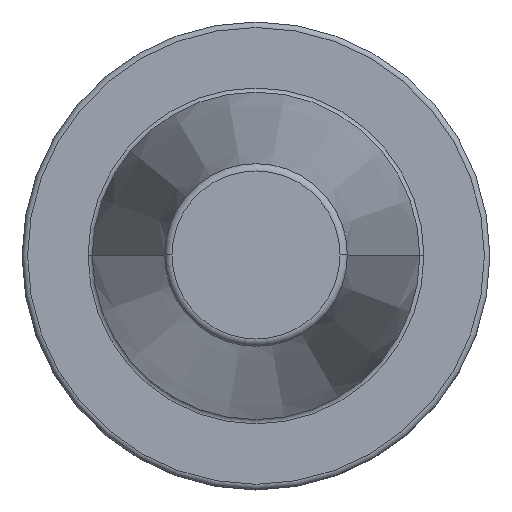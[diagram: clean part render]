
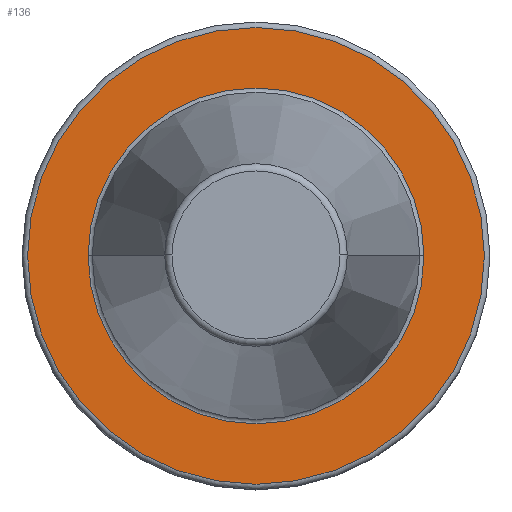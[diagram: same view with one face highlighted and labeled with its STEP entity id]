
A CAD part, top view. The second image highlights one B-rep face of the part: STEP entity #136.
In plain terms, the highlighted planar face has unit normal (0, 0, 1).
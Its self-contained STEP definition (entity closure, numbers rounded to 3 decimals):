
#99=PLANE('',#1115);
#124=FACE_BOUND('',#280,.T.);
#125=FACE_BOUND('',#281,.T.);
#136=ADVANCED_FACE('',(#124,#125),#99,.T.);
#280=EDGE_LOOP('',(#418));
#281=EDGE_LOOP('',(#419,#420));
#353=CIRCLE('',#1112,31.);
#354=CIRCLE('',#1113,22.79);
#355=CIRCLE('',#1114,22.79);
#418=ORIENTED_EDGE('',*,*,#819,.T.);
#419=ORIENTED_EDGE('',*,*,#820,.F.);
#420=ORIENTED_EDGE('',*,*,#821,.F.);
#722=VERTEX_POINT('',#1568);
#723=VERTEX_POINT('',#1570);
#724=VERTEX_POINT('',#1571);
#819=EDGE_CURVE('',#722,#722,#353,.T.);
#820=EDGE_CURVE('',#723,#724,#354,.T.);
#821=EDGE_CURVE('',#724,#723,#355,.T.);
#1112=AXIS2_PLACEMENT_3D('',#1567,#1255,#1256);
#1113=AXIS2_PLACEMENT_3D('',#1569,#1257,#1258);
#1114=AXIS2_PLACEMENT_3D('',#1572,#1259,#1260);
#1115=AXIS2_PLACEMENT_3D('',#1573,#1261,#1262);
#1255=DIRECTION('',(0.,0.,1.));
#1256=DIRECTION('',(1.,0.,0.));
#1257=DIRECTION('',(0.,0.,1.));
#1258=DIRECTION('',(1.,0.,0.));
#1259=DIRECTION('',(0.,0.,1.));
#1260=DIRECTION('',(1.,0.,0.));
#1261=DIRECTION('',(0.,0.,1.));
#1262=DIRECTION('',(-1.,0.,0.));
#1567=CARTESIAN_POINT('',(0.,0.,-3.2));
#1568=CARTESIAN_POINT('',(31.,0.,-3.2));
#1569=CARTESIAN_POINT('',(0.,0.,-3.2));
#1570=CARTESIAN_POINT('',(22.79,0.,-3.2));
#1571=CARTESIAN_POINT('',(-22.79,0.,-3.2));
#1572=CARTESIAN_POINT('',(0.,0.,-3.2));
#1573=CARTESIAN_POINT('',(0.,22.79,-3.2));
